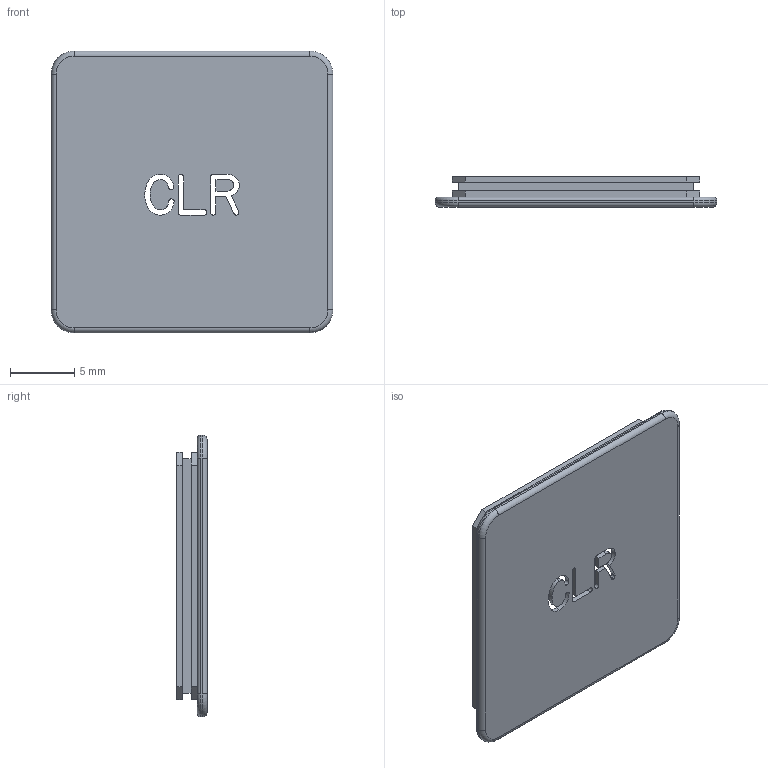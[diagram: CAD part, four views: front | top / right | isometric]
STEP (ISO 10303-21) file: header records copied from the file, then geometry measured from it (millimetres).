
FILE_DESCRIPTION (( 'STEP AP203' ), '1' );
FILE_NAME ('1005022-004.STEP', '2021-03-03T12:08:00', ( '' ), ( '' ), 'SwSTEP 2.0', 'SolidWorks 2019', '' );
FILE_SCHEMA (( 'CONFIG_CONTROL_DESIGN' ));
Length unit declared in the file: inch
Products named in the file (1): 1005022-004
Bounding box: 21.84 x 2.36 x 21.84 mm (x, y, z)
Volume: 763.4 mm3; surface area: 1215.3 mm2
Topology: 2 solids, 2 shells, 109 faces, 273 edges, 170 vertices
Faces by surface type: plane 63, bspline 26, cylinder 12, torus 8
Entity records: 4632 total; most frequent: CARTESIAN_POINT 2107, ORIENTED_EDGE 546, DIRECTION 421, EDGE_CURVE 273, VECTOR 189, LINE 189, VERTEX_POINT 170, EDGE_LOOP 117
